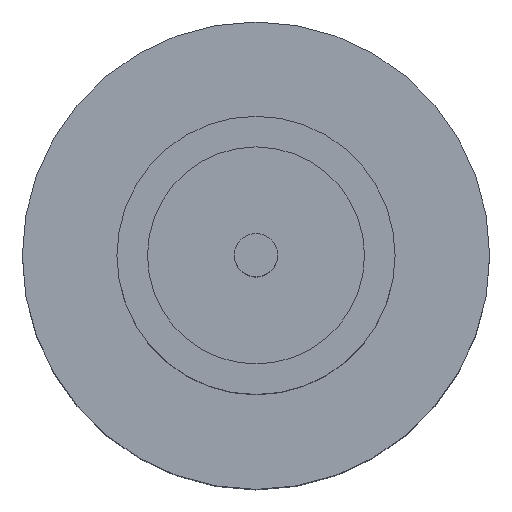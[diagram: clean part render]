
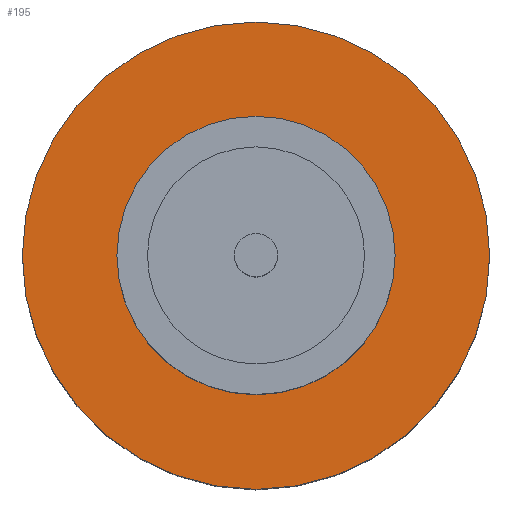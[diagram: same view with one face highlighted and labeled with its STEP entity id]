
A CAD part, top view. The second image highlights one B-rep face of the part: STEP entity #195.
In plain terms, the highlighted planar face has unit normal (0, 0, 1).
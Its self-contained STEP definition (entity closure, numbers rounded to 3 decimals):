
#7 = AXIS2_PLACEMENT_3D ( 'NONE', #427, #103, #230 ) ;
#29 = CARTESIAN_POINT ( 'NONE',  ( 0., 0., 1.55 ) ) ;
#33 = DIRECTION ( 'NONE',  ( 0., 0., 1. ) ) ;
#50 = ORIENTED_EDGE ( 'NONE', *, *, #819, .F. ) ;
#103 = DIRECTION ( 'NONE',  ( 0., 0., 1. ) ) ;
#195 = ADVANCED_FACE ( 'NONE', ( #765, #675 ), #236, .T. ) ;
#220 = DIRECTION ( 'NONE',  ( 1., 0., 0. ) ) ;
#227 = CIRCLE ( 'NONE', #7, 2.1 ) ;
#230 = DIRECTION ( 'NONE',  ( 1., 0., 0. ) ) ;
#235 = CIRCLE ( 'NONE', #436, 1.25 ) ;
#236 = PLANE ( 'NONE',  #334 ) ;
#237 = CIRCLE ( 'NONE', #306, 2.1 ) ;
#279 = ORIENTED_EDGE ( 'NONE', *, *, #478, .T. ) ;
#300 = CARTESIAN_POINT ( 'NONE',  ( 0., 0., 1.55 ) ) ;
#304 = VERTEX_POINT ( 'NONE', #772 ) ;
#306 = AXIS2_PLACEMENT_3D ( 'NONE', #455, #589, #660 ) ;
#334 = AXIS2_PLACEMENT_3D ( 'NONE', #300, #425, #756 ) ;
#351 = CARTESIAN_POINT ( 'NONE',  ( 0., 0., 1.55 ) ) ;
#417 = ORIENTED_EDGE ( 'NONE', *, *, #674, .F. ) ;
#425 = DIRECTION ( 'NONE',  ( 0., 0., 1. ) ) ;
#427 = CARTESIAN_POINT ( 'NONE',  ( 0., 0., 1.55 ) ) ;
#436 = AXIS2_PLACEMENT_3D ( 'NONE', #29, #33, #556 ) ;
#455 = CARTESIAN_POINT ( 'NONE',  ( 0., 0., 1.55 ) ) ;
#475 = VERTEX_POINT ( 'NONE', #582 ) ;
#478 = EDGE_CURVE ( 'NONE', #304, #769, #237, .T. ) ;
#492 = EDGE_LOOP ( 'NONE', ( #279, #829 ) ) ;
#538 = EDGE_LOOP ( 'NONE', ( #417, #50 ) ) ;
#556 = DIRECTION ( 'NONE',  ( 1., 0., 0. ) ) ;
#582 = CARTESIAN_POINT ( 'NONE',  ( 1.25, 0., 1.55 ) ) ;
#586 = CIRCLE ( 'NONE', #749, 1.25 ) ;
#589 = DIRECTION ( 'NONE',  ( 0., 0., 1. ) ) ;
#641 = VERTEX_POINT ( 'NONE', #741 ) ;
#660 = DIRECTION ( 'NONE',  ( 1., 0., 0. ) ) ;
#674 = EDGE_CURVE ( 'NONE', #475, #641, #586, .T. ) ;
#675 = FACE_OUTER_BOUND ( 'NONE', #492, .T. ) ;
#684 = CARTESIAN_POINT ( 'NONE',  ( 2.1, 0., 1.55 ) ) ;
#741 = CARTESIAN_POINT ( 'NONE',  ( -1.25, 0., 1.55 ) ) ;
#749 = AXIS2_PLACEMENT_3D ( 'NONE', #351, #804, #220 ) ;
#756 = DIRECTION ( 'NONE',  ( 1., 0., 0. ) ) ;
#765 = FACE_BOUND ( 'NONE', #538, .T. ) ;
#769 = VERTEX_POINT ( 'NONE', #684 ) ;
#772 = CARTESIAN_POINT ( 'NONE',  ( -2.1, 0., 1.55 ) ) ;
#804 = DIRECTION ( 'NONE',  ( 0., 0., 1. ) ) ;
#819 = EDGE_CURVE ( 'NONE', #641, #475, #235, .T. ) ;
#829 = ORIENTED_EDGE ( 'NONE', *, *, #841, .T. ) ;
#841 = EDGE_CURVE ( 'NONE', #769, #304, #227, .T. ) ;
